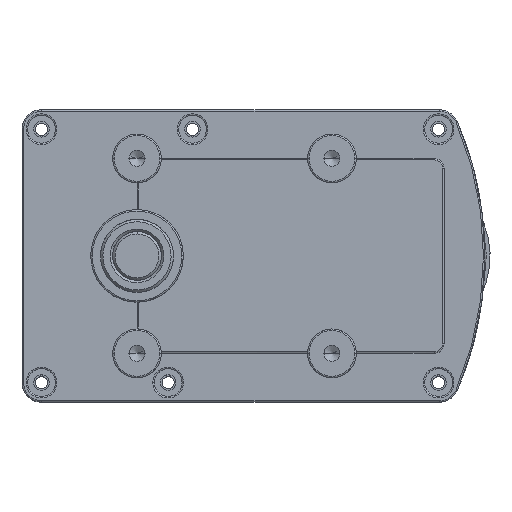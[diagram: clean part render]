
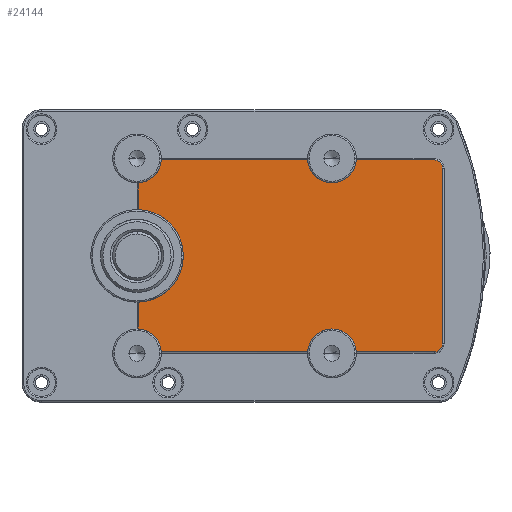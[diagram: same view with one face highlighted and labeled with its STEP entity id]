
A CAD part, top view. The second image highlights one B-rep face of the part: STEP entity #24144.
In plain terms, the highlighted face is planar.
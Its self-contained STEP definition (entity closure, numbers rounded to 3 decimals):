
#19825=CARTESIAN_POINT('',(21.091,-19.7,-6.125));
#19831=DIRECTION('',(1.,0.,0.));
#19832=VECTOR('',#19831,16.009);
#19833=CARTESIAN_POINT('',(21.091,-19.7,-6.125));
#19834=LINE('',#19833,#19832);
#19933=CARTESIAN_POINT('',(-18.909,19.7,-6.125));
#19941=DIRECTION('',(-1.,0.,0.));
#19942=VECTOR('',#19941,30.018);
#19943=CARTESIAN_POINT('',(11.109,19.7,-6.125));
#19944=LINE('',#19943,#19942);
#20047=DIRECTION('',(0.,-1.,0.));
#20048=VECTOR('',#20047,5.514);
#20049=CARTESIAN_POINT('',(-23.6,15.009,-6.125));
#20050=LINE('',#20049,#20048);
#20063=CARTESIAN_POINT('',(16.1,-20.,-6.125));
#20064=DIRECTION('',(0.,0.,1.));
#20065=DIRECTION('',(0.998,0.06,0.));
#20066=AXIS2_PLACEMENT_3D('',#20063,#20064,#20065);
#20068=CARTESIAN_POINT('',(37.1,-18.,-6.125));
#20069=DIRECTION('',(0.,0.,-1.));
#20070=DIRECTION('',(1.,0.,0.));
#20071=AXIS2_PLACEMENT_3D('',#20068,#20069,#20070);
#20073=CARTESIAN_POINT('',(37.1,18.,-6.125));
#20074=DIRECTION('',(0.,0.,-1.));
#20075=DIRECTION('',(0.,1.,0.));
#20076=AXIS2_PLACEMENT_3D('',#20073,#20074,#20075);
#20078=CARTESIAN_POINT('',(16.1,20.,-6.125));
#20079=DIRECTION('',(0.,0.,1.));
#20080=DIRECTION('',(-0.998,-0.06,0.));
#20081=AXIS2_PLACEMENT_3D('',#20078,#20079,#20080);
#20083=CARTESIAN_POINT('',(-23.9,20.,-6.125));
#20084=DIRECTION('',(0.,0.,1.));
#20085=DIRECTION('',(0.06,-0.998,0.));
#20086=AXIS2_PLACEMENT_3D('',#20083,#20084,#20085);
#20088=CARTESIAN_POINT('',(-23.9,0.,-6.125));
#20089=DIRECTION('',(0.,0.,1.));
#20090=DIRECTION('',(1.,0.,0.));
#20091=AXIS2_PLACEMENT_3D('',#20088,#20089,#20090);
#20093=CARTESIAN_POINT('',(-23.9,0.,-6.125));
#20094=DIRECTION('',(0.,0.,1.));
#20095=DIRECTION('',(0.032,-1.,0.));
#20096=AXIS2_PLACEMENT_3D('',#20093,#20094,#20095);
#20098=CARTESIAN_POINT('',(-23.9,-20.,-6.125));
#20099=DIRECTION('',(0.,0.,1.));
#20100=DIRECTION('',(0.998,0.06,0.));
#20101=AXIS2_PLACEMENT_3D('',#20098,#20099,#20100);
#20122=DIRECTION('',(0.,1.,0.));
#20123=VECTOR('',#20122,36.);
#20124=CARTESIAN_POINT('',(38.8,-18.,-6.125));
#20125=LINE('',#20124,#20123);
#20149=DIRECTION('',(-1.,0.,0.));
#20150=VECTOR('',#20149,16.009);
#20151=CARTESIAN_POINT('',(37.1,19.7,-6.125));
#20152=LINE('',#20151,#20150);
#20157=CARTESIAN_POINT('',(-23.6,-15.009,-6.125));
#20165=DIRECTION('',(0.,-1.,0.));
#20166=VECTOR('',#20165,5.514);
#20167=CARTESIAN_POINT('',(-23.6,-9.495,-6.125));
#20168=LINE('',#20167,#20166);
#20175=CARTESIAN_POINT('',(-23.6,-9.495,-6.125));
#20181=CARTESIAN_POINT('',(11.109,-19.7,-6.125));
#20189=DIRECTION('',(1.,0.,0.));
#20190=VECTOR('',#20189,30.018);
#20191=CARTESIAN_POINT('',(-18.909,-19.7,-6.125));
#20192=LINE('',#20191,#20190);
#20199=CARTESIAN_POINT('',(-18.909,-19.7,-6.125));
#21163=VERTEX_POINT('',#19825);
#21301=CARTESIAN_POINT('',(38.8,18.,-6.125));
#21303=VERTEX_POINT('',#21301);
#21376=CARTESIAN_POINT('',(38.8,-18.,-6.125));
#21377=VERTEX_POINT('',#21376);
#21442=CARTESIAN_POINT('',(-14.4,0.,-6.125));
#21444=VERTEX_POINT('',#21442);
#21464=VERTEX_POINT('',#19933);
#21467=VERTEX_POINT('',#20199);
#21477=VERTEX_POINT('',#20175);
#21504=CARTESIAN_POINT('',(-23.6,15.009,-6.125));
#21505=CARTESIAN_POINT('',(-23.6,9.495,-6.125));
#21506=VERTEX_POINT('',#21504);
#21507=VERTEX_POINT('',#21505);
#21544=CARTESIAN_POINT('',(37.1,-19.7,-6.125));
#21545=VERTEX_POINT('',#21544);
#21638=CARTESIAN_POINT('',(11.109,19.7,-6.125));
#21639=CARTESIAN_POINT('',(21.091,19.7,-6.125));
#21640=VERTEX_POINT('',#21638);
#21641=VERTEX_POINT('',#21639);
#21688=CARTESIAN_POINT('',(37.1,19.7,-6.125));
#21689=VERTEX_POINT('',#21688);
#21714=VERTEX_POINT('',#20181);
#21725=VERTEX_POINT('',#20157);
#24116=CARTESIAN_POINT('',(0.,0.,-6.125));
#24117=DIRECTION('',(0.,0.,-1.));
#24118=DIRECTION('',(-1.,0.,0.));
#24119=AXIS2_PLACEMENT_3D('',#24116,#24117,#24118);
#24120=PLANE('',#24119);
#24121=ORIENTED_EDGE('',*,*,#23610,.F.);
#24122=ORIENTED_EDGE('',*,*,#23724,.T.);
#24124=ORIENTED_EDGE('',*,*,#24123,.F.);
#24126=ORIENTED_EDGE('',*,*,#24125,.T.);
#24128=ORIENTED_EDGE('',*,*,#24127,.F.);
#24130=ORIENTED_EDGE('',*,*,#24129,.T.);
#24131=ORIENTED_EDGE('',*,*,#23921,.F.);
#24132=ORIENTED_EDGE('',*,*,#23937,.T.);
#24133=ORIENTED_EDGE('',*,*,#23957,.F.);
#24134=ORIENTED_EDGE('',*,*,#24109,.T.);
#24135=ORIENTED_EDGE('',*,*,#23442,.F.);
#24136=ORIENTED_EDGE('',*,*,#23465,.F.);
#24138=ORIENTED_EDGE('',*,*,#24137,.T.);
#24139=ORIENTED_EDGE('',*,*,#23498,.F.);
#24141=ORIENTED_EDGE('',*,*,#24140,.T.);
#24142=EDGE_LOOP('',(#24121,#24122,#24124,#24126,#24128,#24130,#24131,#24132,
#24133,#24134,#24135,#24136,#24138,#24139,#24141));
#24143=FACE_OUTER_BOUND('',#24142,.F.);
#20067=CIRCLE('',#20066,5.);
#20072=CIRCLE('',#20071,1.7);
#20077=CIRCLE('',#20076,1.7);
#20082=CIRCLE('',#20081,5.);
#20087=CIRCLE('',#20086,5.);
#20092=CIRCLE('',#20091,9.5);
#20097=CIRCLE('',#20096,9.5);
#20102=CIRCLE('',#20101,5.);
#23442=EDGE_CURVE('',#21444,#21507,#20092,.T.);
#23465=EDGE_CURVE('',#21477,#21444,#20097,.T.);
#23498=EDGE_CURVE('',#21467,#21725,#20102,.T.);
#23610=EDGE_CURVE('',#21163,#21714,#20067,.T.);
#23724=EDGE_CURVE('',#21163,#21545,#19834,.T.);
#23921=EDGE_CURVE('',#21640,#21641,#20082,.T.);
#23937=EDGE_CURVE('',#21640,#21464,#19944,.T.);
#23957=EDGE_CURVE('',#21506,#21464,#20087,.T.);
#24109=EDGE_CURVE('',#21506,#21507,#20050,.T.);
#24123=EDGE_CURVE('',#21377,#21545,#20072,.T.);
#24125=EDGE_CURVE('',#21377,#21303,#20125,.T.);
#24127=EDGE_CURVE('',#21689,#21303,#20077,.T.);
#24129=EDGE_CURVE('',#21689,#21641,#20152,.T.);
#24137=EDGE_CURVE('',#21477,#21725,#20168,.T.);
#24140=EDGE_CURVE('',#21467,#21714,#20192,.T.);
#24144=ADVANCED_FACE('',(#24143),#24120,.T.);
